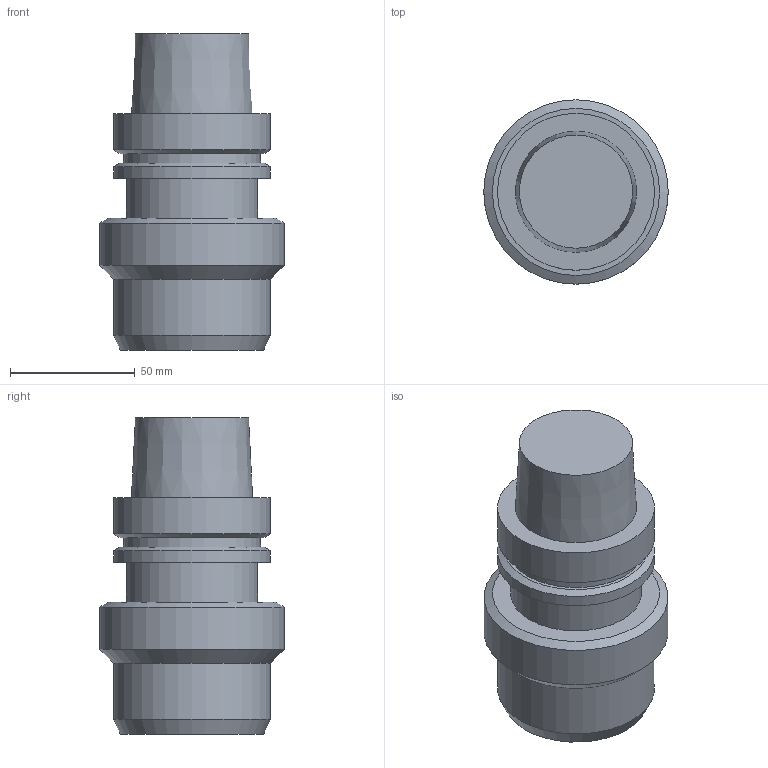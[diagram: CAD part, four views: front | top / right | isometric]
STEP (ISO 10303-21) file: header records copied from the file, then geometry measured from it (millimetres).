
FILE_DESCRIPTION((''),'1');
FILE_NAME('HSK-A63-HDC31-95.stp','2017-03-29T05:48:06',(''),(''),'Spatial Interop R21 SP3','Kubotek KeyCreator 2011 V10.0.2 (22737)',' ');
FILE_SCHEMA(('automotive_design'));
Length unit declared in the file: millimetre
Products named in the file (1): Unnamed[1]
Bounding box: 74 x 74 x 127 mm (x, y, z)
Volume: 356372 mm3; surface area: 33461.4 mm2
Topology: 1 solids, 1 shells, 19 faces, 30 edges, 18 vertices
Faces by surface type: plane 7, cone 6, cylinder 6
Full cylindrical faces by diameter (mm): 52.6 x1, 55 x1, 63 x3, 74 x1
Entity records: 720 total; most frequent: DIRECTION 76, PRESENTATION_STYLE_ASSIGNMENT 58, COLOUR_RGB 58, CARTESIAN_POINT 56, STYLED_ITEM 38, AXIS2_PLACEMENT_3D 38, CURVE_STYLE 38, DRAUGHTING_PRE_DEFINED_CURVE_FONT 38
